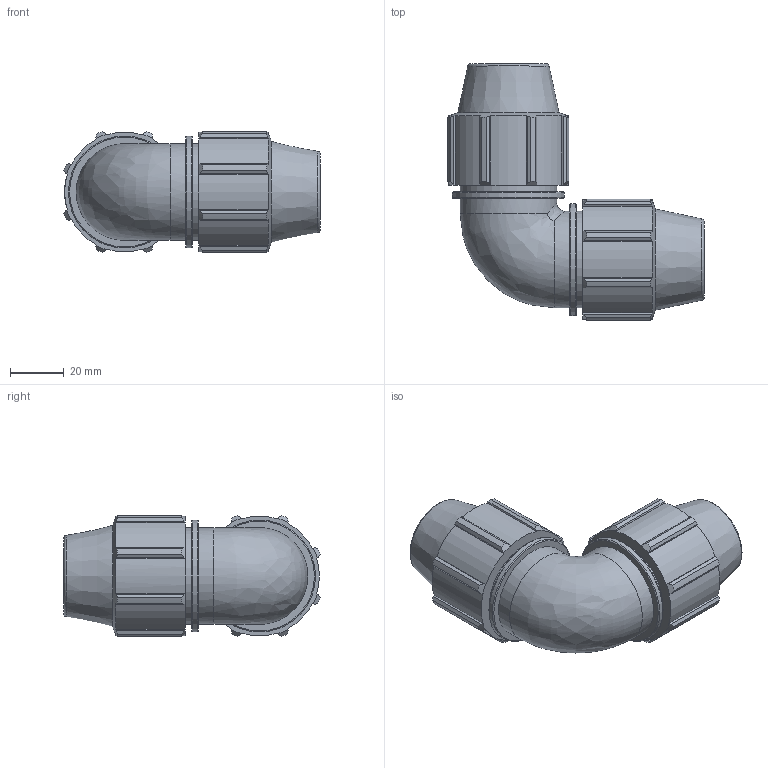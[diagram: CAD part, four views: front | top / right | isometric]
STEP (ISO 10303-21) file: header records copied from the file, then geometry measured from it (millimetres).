
FILE_DESCRIPTION(/* description */ ('PLASSON 90° ELBOW 20-20'),/* implementation_level */ '2;1');
FILE_NAME(/* name */ '070500020_180500020_0705060200A.ipt.stp',/* time_stamp */ '2017-06-06T13:32:33+03:00',/* author */ ('KIM'),/* organization */ (''),/* preprocessor_version */ 'ST-DEVELOPER v15.6',/* originating_system */ 'Autodesk Inventor 2015',/* authorisation */ '');
FILE_SCHEMA (('AUTOMOTIVE_DESIGN { 1 0 10303 214 3 1 1 }'));
Length unit declared in the file: millimetre
Products named in the file (1): 070500020_180500020_0705060200A
Bounding box: 95.58 x 95.58 x 45.16 mm (x, y, z)
Volume: 127653 mm3; surface area: 30827.6 mm2
Topology: 1 solids, 1 shells, 149 faces, 401 edges, 264 vertices
Faces by surface type: plane 76, cylinder 40, cone 24, torus 7, bspline 2
Full cylindrical faces by diameter (mm): 20 x2, 36 x4, 41.76 x2
Entity records: 4708 total; most frequent: CARTESIAN_POINT 998, ORIENTED_EDGE 748, DIRECTION 720, EDGE_CURVE 374, AXIS2_PLACEMENT_3D 264, VERTEX_POINT 260, LINE 192, VECTOR 192
